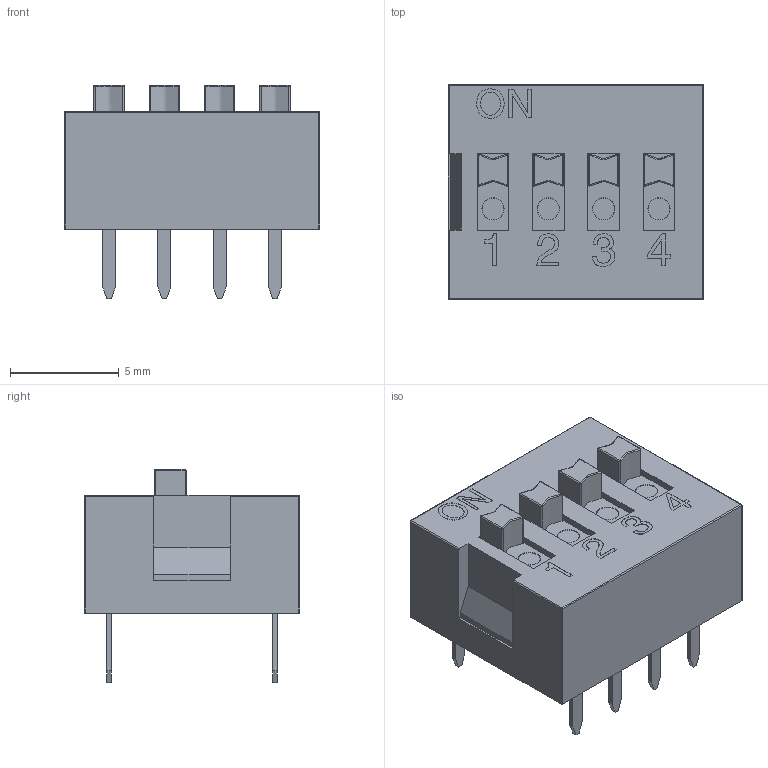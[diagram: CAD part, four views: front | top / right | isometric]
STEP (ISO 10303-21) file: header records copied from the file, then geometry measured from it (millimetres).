
FILE_DESCRIPTION (( 'STEP AP214' ), '1' );
FILE_NAME ('SW-TH_DS-04.step', '2022-07-26T16:48:44', ( '' ), ( '' ), 'SwSTEP 2.0', 'SolidWorks 2020', '' );
FILE_SCHEMA (( 'AUTOMOTIVE_DESIGN' ));
Length unit declared in the file: millimetre
Products named in the file (1): SW-TH_DS-04
Bounding box: 11.72 x 9.9 x 9.8 mm (x, y, z)
Volume: 579.8 mm3; surface area: 597.1 mm2
Topology: 15 solids, 15 shells, 570 faces, 1480 edges, 956 vertices
Faces by surface type: plane 343, bspline 158, cylinder 41, sphere 20, torus 8
Entity records: 26289 total; most frequent: CARTESIAN_POINT 7769, ORIENTED_EDGE 2888, DIRECTION 2072, EDGE_CURVE 1444, LINE 1018, VECTOR 1018, VERTEX_POINT 940, EDGE_LOOP 618
